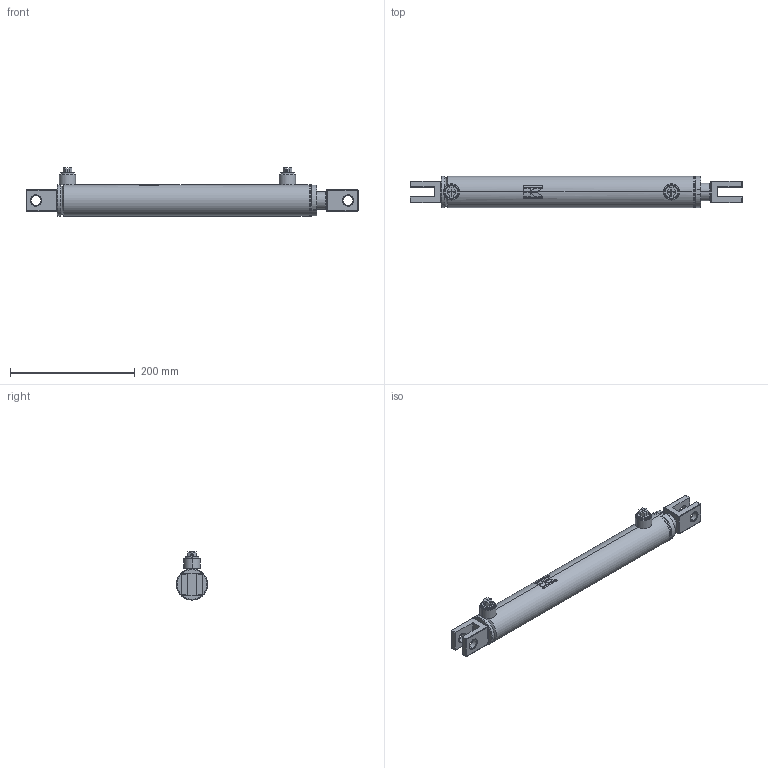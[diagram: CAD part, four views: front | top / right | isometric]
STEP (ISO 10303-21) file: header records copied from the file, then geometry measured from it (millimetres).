
FILE_DESCRIPTION (( 'STEP AP214' ), '1' );
FILE_NAME ('CFGCY0079564-Cylinder.step', '2026-03-05T11:59:58', ( 'Kramp IT' ), ( 'Kramp' ), 'SwSTEP 2.0', 'SolidWorks 2025', '' );
FILE_SCHEMA (( 'AUTOMOTIVE_DESIGN' ));
Length unit declared in the file: millimetre
Products named in the file (17): DC3904001; Rod-WA_Simplified; CFGCY0079564-Cylinder; DS2904013028VM_Simplified; DS2904004VM_Simplified; FS1710; Tube-WA_Simplified; DS2904004_Simplified; MATE-AID; DS2904015; DS2904013028_Simplified; Rod_Simplified; LSN06E; Tube_Simplified; Tube-MA_Simplified; SP06M
Assembly tree (18 placements, depth 4):
  CFGCY0079564-Cylinder
    Tube-WA_Simplified
      Tube-MA_Simplified
        Tube_Simplified
        LSN06E
      LSN06E
      DC3904001
        DC3904001
      FS1710
    Rod-WA_Simplified
      Rod_Simplified
      FS1710
    DS2904013028VM_Simplified
      DS2904013028_Simplified
    DS2904004VM_Simplified
      DS2904004_Simplified
    DS2904015
    SP06M  x2
  MATE-AID
Bounding box: 532 x 50 x 77 mm (x, y, z)
Volume: 705450.7 mm3; surface area: 210129.7 mm2
Topology: 12 solids, 12 shells, 402 faces, 920 edges, 560 vertices
Faces by surface type: plane 151, cylinder 145, cone 62, torus 24, sphere 16, bspline 4
Entity records: 8520 total; most frequent: CARTESIAN_POINT 1651, DIRECTION 1476, ORIENTED_EDGE 1240, EDGE_CURVE 620, AXIS2_PLACEMENT_3D 587, VERTEX_POINT 386, EDGE_LOOP 320, VECTOR 302
